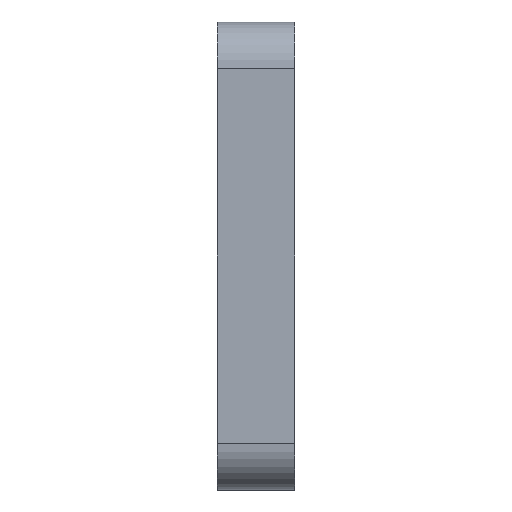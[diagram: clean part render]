
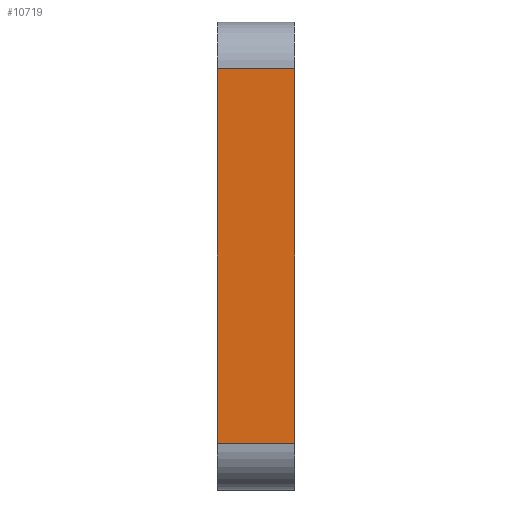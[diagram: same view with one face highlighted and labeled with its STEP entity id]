
A CAD part, left-side view. The second image highlights one B-rep face of the part: STEP entity #10719.
In plain terms, the highlighted planar face has unit normal (-1, 0, 0).
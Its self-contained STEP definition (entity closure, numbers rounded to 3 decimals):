
#391 = VERTEX_POINT ( 'NONE', #7188 ) ;
#597 = EDGE_LOOP ( 'NONE', ( #12138, #6064, #14787, #17115 ) ) ;
#738 = EDGE_CURVE ( 'NONE', #6033, #7680, #6649, .T. ) ;
#1377 = FACE_OUTER_BOUND ( 'NONE', #597, .T. ) ;
#2762 = PLANE ( 'NONE',  #8675 ) ;
#3204 = EDGE_CURVE ( 'NONE', #4240, #391, #12527, .T. ) ;
#3517 = DIRECTION ( 'NONE',  ( 0., -1., 0. ) ) ;
#4121 = DIRECTION ( 'NONE',  ( 1., 0., 0. ) ) ;
#4240 = VERTEX_POINT ( 'NONE', #10735 ) ;
#6033 = VERTEX_POINT ( 'NONE', #14833 ) ;
#6064 = ORIENTED_EDGE ( 'NONE', *, *, #7056, .F. ) ;
#6649 = LINE ( 'NONE', #7790, #13312 ) ;
#7056 = EDGE_CURVE ( 'NONE', #7680, #391, #16406, .T. ) ;
#7188 = CARTESIAN_POINT ( 'NONE',  ( -1.8, 0., 68.8 ) ) ;
#7680 = VERTEX_POINT ( 'NONE', #10729 ) ;
#7707 = CARTESIAN_POINT ( 'NONE',  ( -1.8, 0., 6. ) ) ;
#7790 = CARTESIAN_POINT ( 'NONE',  ( -1.8, 13., 6. ) ) ;
#8414 = DIRECTION ( 'NONE',  ( 0., -1., 0. ) ) ;
#8675 = AXIS2_PLACEMENT_3D ( 'NONE', #13419, #4121, #16166 ) ;
#8752 = VECTOR ( 'NONE', #8414, 1000. ) ;
#9099 = DIRECTION ( 'NONE',  ( 0., 0., 1. ) ) ;
#9422 = VECTOR ( 'NONE', #9099, 1000. ) ;
#10719 = ADVANCED_FACE ( 'NONE', ( #1377 ), #2762, .F. ) ;
#10729 = CARTESIAN_POINT ( 'NONE',  ( -1.8, 13., 68.8 ) ) ;
#10735 = CARTESIAN_POINT ( 'NONE',  ( -1.8, 0., 6. ) ) ;
#11461 = LINE ( 'NONE', #16387, #8752 ) ;
#12138 = ORIENTED_EDGE ( 'NONE', *, *, #3204, .T. ) ;
#12527 = LINE ( 'NONE', #7707, #9422 ) ;
#12850 = VECTOR ( 'NONE', #3517, 1000. ) ;
#13312 = VECTOR ( 'NONE', #15819, 1000. ) ;
#13419 = CARTESIAN_POINT ( 'NONE',  ( -1.8, 13., 6. ) ) ;
#14787 = ORIENTED_EDGE ( 'NONE', *, *, #738, .F. ) ;
#14833 = CARTESIAN_POINT ( 'NONE',  ( -1.8, 13., 6. ) ) ;
#15819 = DIRECTION ( 'NONE',  ( 0., 0., 1. ) ) ;
#16166 = DIRECTION ( 'NONE',  ( 0., 0., -1. ) ) ;
#16387 = CARTESIAN_POINT ( 'NONE',  ( -1.8, 13., 6. ) ) ;
#16406 = LINE ( 'NONE', #16943, #12850 ) ;
#16943 = CARTESIAN_POINT ( 'NONE',  ( -1.8, 13., 68.8 ) ) ;
#17096 = EDGE_CURVE ( 'NONE', #6033, #4240, #11461, .T. ) ;
#17115 = ORIENTED_EDGE ( 'NONE', *, *, #17096, .T. ) ;
